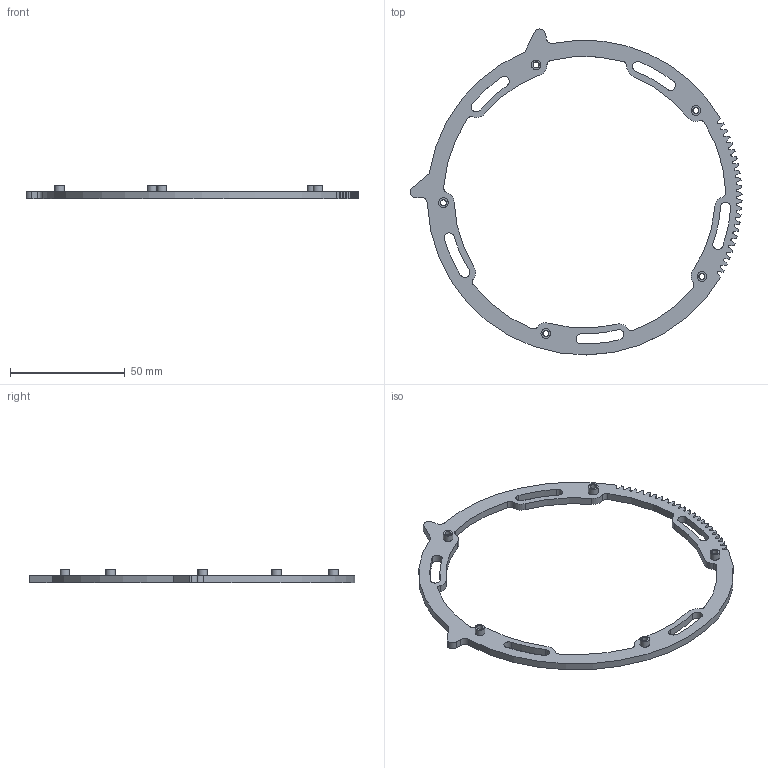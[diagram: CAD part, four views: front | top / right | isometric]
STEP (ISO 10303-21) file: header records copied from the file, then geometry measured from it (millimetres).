
FILE_DESCRIPTION(/* description */ ('STEP AP242','CAx-IF Rec.Pracs.---Representation and Presentation of Product Manufacturing Information (PMI)---4.0---2014-10-13','CAx-IF Rec.Pracs.---3D Tessellated Geometry---0.4---2014-09-14','2;1'),/* implementation_level */ '2;1');
FILE_NAME(/* name */ '642cf953d189e05afc8dbc09',/* time_stamp */ '2023-04-05T04:30:12+00:00',/* author */ (''),/* organization */ (''),/* preprocessor_version */ 'ST-DEVELOPER v18.102',/* originating_system */ ' ',/* authorisation */ ' ');
FILE_SCHEMA (('AP242_MANAGED_MODEL_BASED_3D_ENGINEERING_MIM_LF { 1 0 10303 442 1 1 4 }'));
Length unit declared in the file: metre
Products named in the file (1): Spur gear (135 teeth)
Bounding box: 144.49 x 141.88 x 6.05 mm (x, y, z)
Volume: 10752.4 mm3; surface area: 10753.6 mm2
Topology: 1 solids, 1 shells, 224 faces, 656 edges, 439 vertices
Faces by surface type: cylinder 158, bspline 46, plane 15, cone 5
Full cylindrical faces by diameter (mm): 2.65 x5, 4.2 x5
Entity records: 8238 total; most frequent: CARTESIAN_POINT 2343, ORIENTED_EDGE 1262, DIRECTION 1218, EDGE_CURVE 631, AXIS2_PLACEMENT_3D 500, VERTEX_POINT 429, CIRCLE 321, EDGE_LOOP 266
